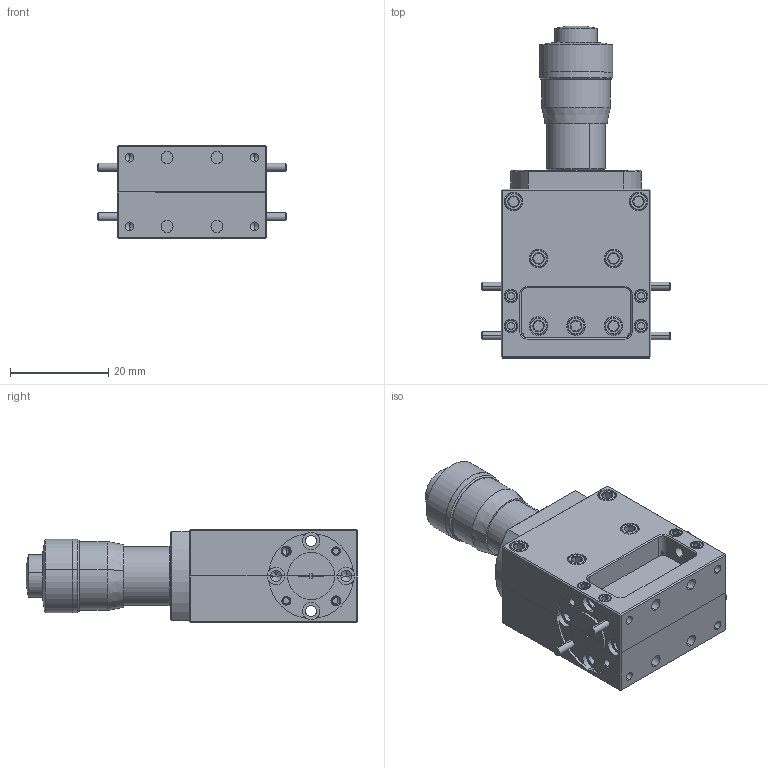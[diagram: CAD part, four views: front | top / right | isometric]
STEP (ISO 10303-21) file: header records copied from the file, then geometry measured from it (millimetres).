
FILE_DESCRIPTION (( 'STEP AP203' ), '1' );
FILE_NAME ('TA-M04-A-1.2.STEP', '2022-08-26T02:24:49', ( '' ), ( '' ), 'SwSTEP 2.0', 'SolidWorks 2021', '' );
FILE_SCHEMA (( 'CONFIG_CONTROL_DESIGN' ));
Length unit declared in the file: inch
Products named in the file (1): TA-M04-A-1.2
Bounding box: 38.23 x 67.45 x 19.05 mm (x, y, z)
Volume: 22496.6 mm3; surface area: 14001 mm2
Topology: 26 solids, 26 shells, 866 faces, 1911 edges, 1125 vertices
Faces by surface type: plane 296, cylinder 283, cone 276, torus 6, bspline 5
Entity records: 24836 total; most frequent: CARTESIAN_POINT 5589, DIRECTION 4232, ORIENTED_EDGE 3750, EDGE_CURVE 1875, AXIS2_PLACEMENT_3D 1669, VERTEX_POINT 1125, EDGE_LOOP 996, LINE 894
